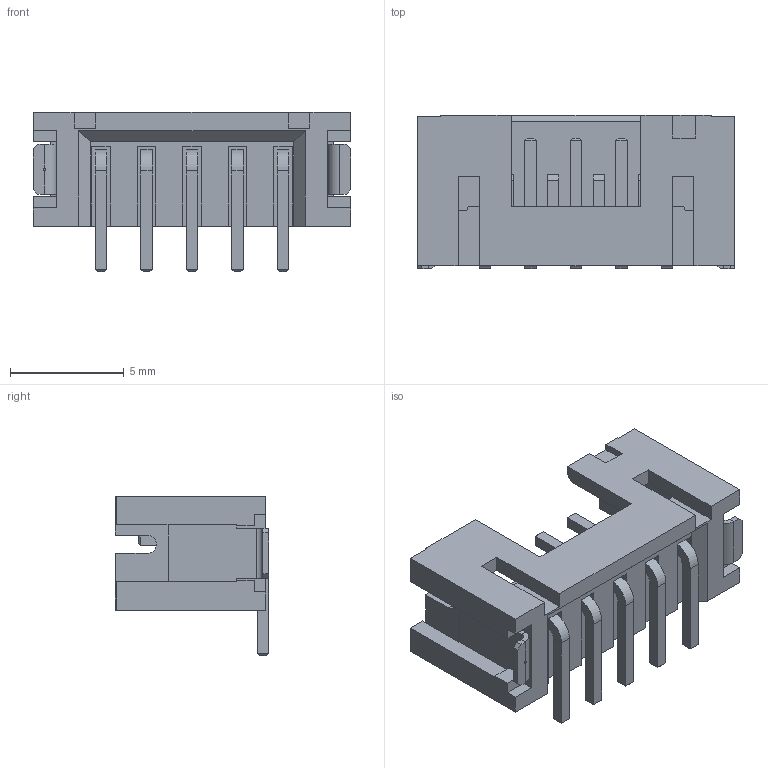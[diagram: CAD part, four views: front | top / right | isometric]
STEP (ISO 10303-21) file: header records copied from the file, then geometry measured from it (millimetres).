
FILE_DESCRIPTION (( 'STEP AP214' ), '1' );
FILE_NAME ('JST-B5B-PH-SM4-TB.STEP', '2020-12-29T21:47:06', ( '' ), ( '' ), 'SwSTEP 2.0', 'SolidWorks 2020', '' );
FILE_SCHEMA (( 'AUTOMOTIVE_DESIGN' ));
Length unit declared in the file: millimetre
Products named in the file (1): JST-B5B-PH-SM4-TB
Bounding box: 13.95 x 6.72 x 7 mm (x, y, z)
Volume: 236.4 mm3; surface area: 608 mm2
Topology: 1 solids, 1 shells, 290 faces, 758 edges, 476 vertices
Faces by surface type: plane 262, bspline 20, cylinder 8
Entity records: 12401 total; most frequent: CARTESIAN_POINT 2245, ORIENTED_EDGE 1516, DIRECTION 1334, EDGE_CURVE 758, LINE 720, VECTOR 720, VERTEX_POINT 476, AXIS2_PLACEMENT_3D 307
